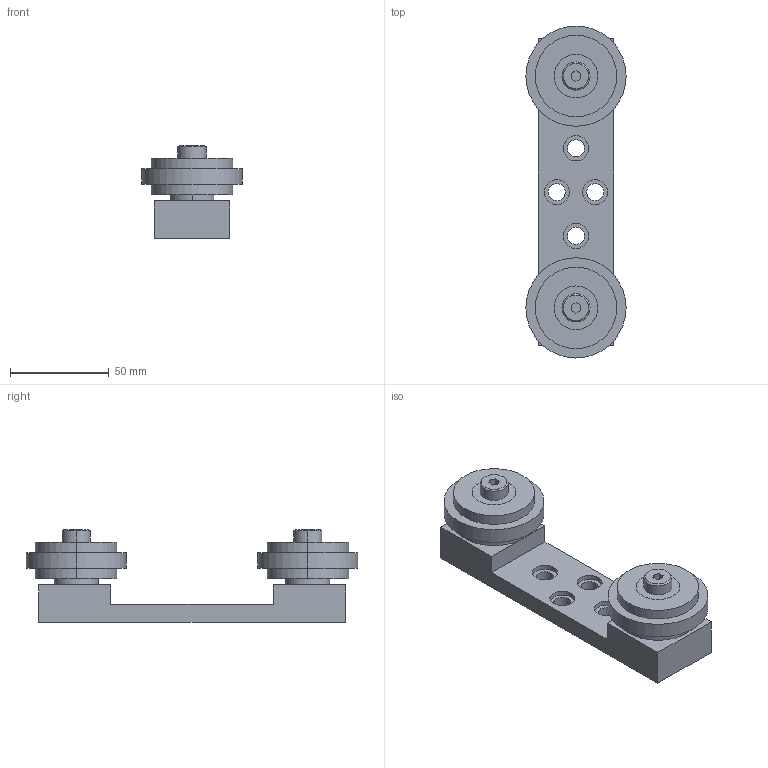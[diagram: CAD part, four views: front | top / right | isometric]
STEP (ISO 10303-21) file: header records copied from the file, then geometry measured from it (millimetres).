
FILE_DESCRIPTION((''),'2;1');
FILE_NAME('15LM8546.stp','2006-03-13T15:28:40',('Shawn Mantel'),('Faztek, LLC'),'Mechanical Desktop 2005','Mechanical Desktop 2005',', , ');
FILE_SCHEMA(('CONFIG_CONTROL_DESIGN'));
Length unit declared in the file: inch
Products named in the file (1): Product
Bounding box: 50.8 x 168.28 x 47.12 mm (x, y, z)
Volume: 142781.2 mm3; surface area: 45252.3 mm2
Topology: 11 solids, 11 shells, 160 faces, 340 edges, 224 vertices
Faces by surface type: cylinder 88, plane 64, cone 8
Entity records: 4517 total; most frequent: DIRECTION 846, CARTESIAN_POINT 725, ORIENTED_EDGE 680, AXIS2_PLACEMENT_3D 345, EDGE_CURVE 340, VERTEX_POINT 224, EDGE_LOOP 210, CIRCLE 184
